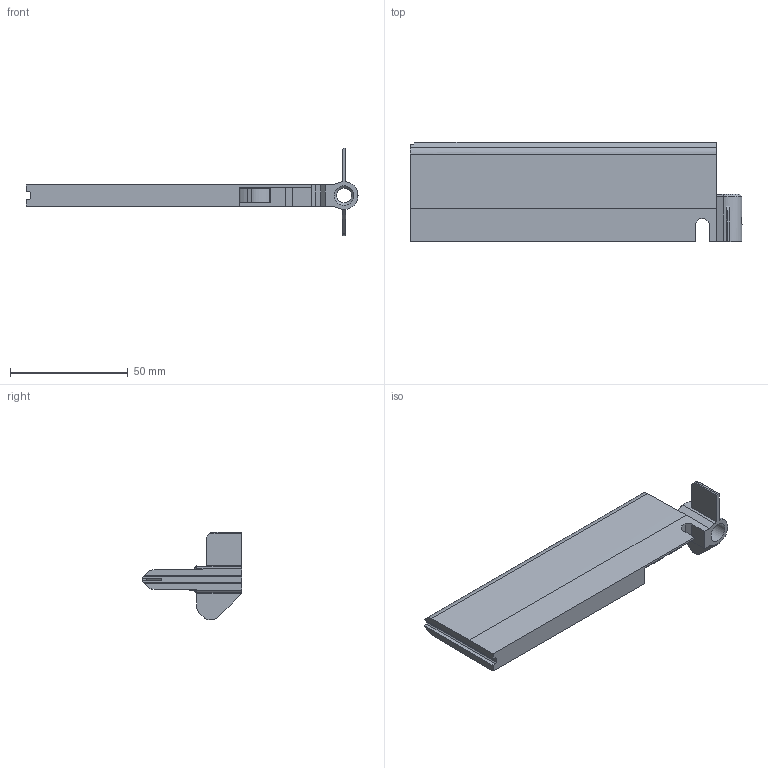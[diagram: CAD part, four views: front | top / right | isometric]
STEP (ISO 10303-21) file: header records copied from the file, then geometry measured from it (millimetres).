
FILE_DESCRIPTION(/* description */ (''),/* implementation_level */ '2;1');
FILE_NAME(/* name */ 'Stab 2 L.step',/* time_stamp */ '2024-11-26T12:09:24+01:00',/* author */ (''),/* organization */ (''),/* preprocessor_version */ 'ST-DEVELOPER v20',/* originating_system */ 'Autodesk Translation Framework v13.20.0.188',/* authorisation */ '');
FILE_SCHEMA (('AUTOMOTIVE_DESIGN { 1 0 10303 214 3 1 1 }'));
Length unit declared in the file: millimetre
Products named in the file (1): Stab 2 L
Bounding box: 140.8 x 41.99 x 37 mm (x, y, z)
Volume: 40904.9 mm3; surface area: 17515.1 mm2
Topology: 1 solids, 1 shells, 84 faces, 235 edges, 154 vertices
Faces by surface type: plane 66, cylinder 12, bspline 4, cone 2
Full cylindrical faces by diameter (mm): 2 x1, 4 x1, 6.3 x1, 8.3 x1
Entity records: 2907 total; most frequent: CARTESIAN_POINT 720, ORIENTED_EDGE 470, DIRECTION 407, EDGE_CURVE 235, LINE 189, VECTOR 189, VERTEX_POINT 154, AXIS2_PLACEMENT_3D 109
